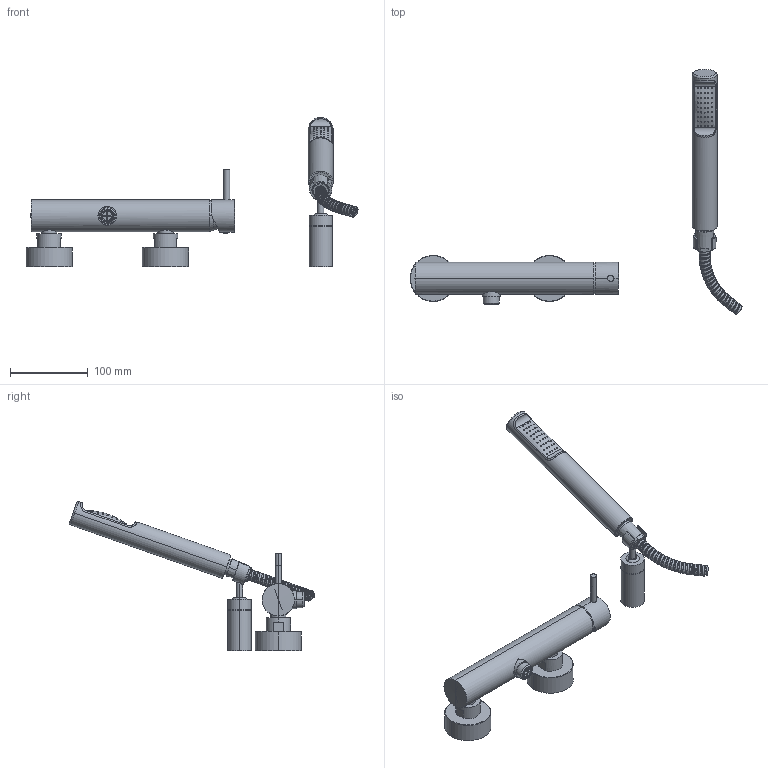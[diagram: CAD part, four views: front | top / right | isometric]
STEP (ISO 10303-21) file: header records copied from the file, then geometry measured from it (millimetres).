
FILE_DESCRIPTION((''),'2;1');
FILE_NAME('BI168DLCR','2021-11-03T16:46:17',('ut3'),('PAFFONI SpA'),'CREO PARAMETRIC BY PTC INC, 2020044','CREO PARAMETRIC BY PTC INC, 2020044','');
FILE_SCHEMA(('CONFIG_CONTROL_DESIGN','SHAPE_APPEARANCE_LAYERS_GROUPS'));
Length unit declared in the file: millimetre
Products named in the file (1): BI168DLCR
Bounding box: 427.84 x 315.87 x 192.38 mm (x, y, z)
Volume: 468218.7 mm3; surface area: 182339.7 mm2
Topology: 3 solids, 3 shells, 1176 faces, 3071 edges, 1911 vertices
Faces by surface type: plane 504, cylinder 397, torus 116, cone 75, bspline 62, sphere 22
Entity records: 79661 total; most frequent: CARTESIAN_POINT 39133, ORIENTED_EDGE 6090, DIRECTION 5857, EDGE_CURVE 3045, AXIS2_PLACEMENT_3D 2206, VERTEX_POINT 1911, FILL_AREA_STYLE_COLOUR 1890, FILL_AREA_STYLE 1890
